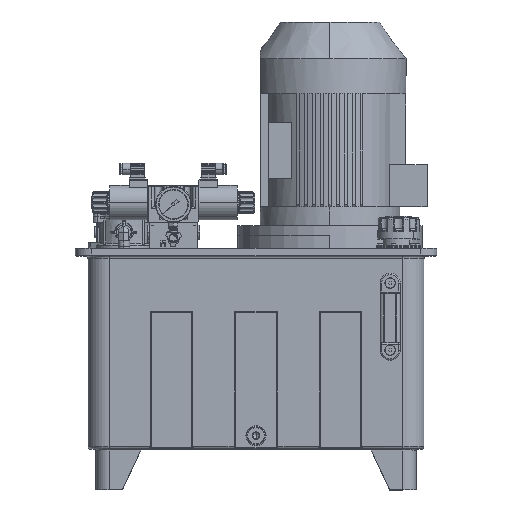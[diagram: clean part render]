
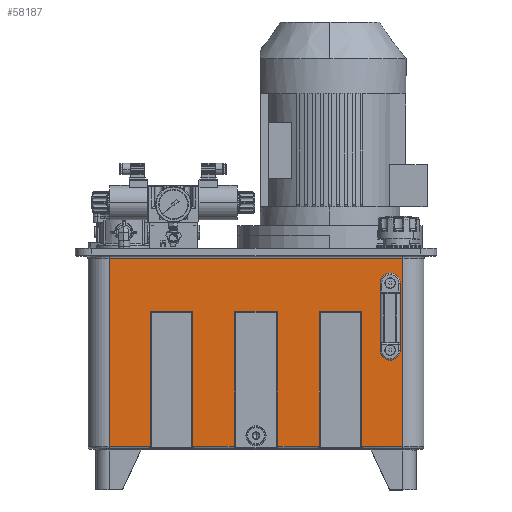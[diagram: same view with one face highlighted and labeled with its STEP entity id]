
A CAD part, top view. The second image highlights one B-rep face of the part: STEP entity #58187.
In plain terms, the highlighted planar face has unit normal (0, 0, 1).
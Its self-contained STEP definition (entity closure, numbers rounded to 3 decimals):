
#7576=DIRECTION('',(1.,0.,0.));
#7577=VECTOR('',#7576,21.89);
#7578=CARTESIAN_POINT('',(-17.047,1.299,7.756));
#7579=LINE('',#7578,#7577);
#7580=DIRECTION('',(1.,0.,0.));
#7581=VECTOR('',#7580,0.058);
#7582=CARTESIAN_POINT('',(-10.827,-12.717,
7.756));
#7583=LINE('',#7582,#7581);
#7584=DIRECTION('',(1.,0.,0.));
#7585=VECTOR('',#7584,0.058);
#7586=CARTESIAN_POINT('',(-14.034,-12.717,
7.756));
#7587=LINE('',#7586,#7585);
#7588=DIRECTION('',(1.,0.,0.));
#7589=VECTOR('',#7588,0.058);
#7590=CARTESIAN_POINT('',(1.772,-12.717,7.756));
#7591=LINE('',#7590,#7589);
#7592=DIRECTION('',(1.,0.,0.));
#7593=VECTOR('',#7592,0.058);
#7594=CARTESIAN_POINT('',(-1.436,-12.717,
7.756));
#7595=LINE('',#7594,#7593);
#7596=DIRECTION('',(1.,0.,0.));
#7597=VECTOR('',#7596,0.058);
#7598=CARTESIAN_POINT('',(-4.528,-12.717,
7.756));
#7599=LINE('',#7598,#7597);
#7600=DIRECTION('',(1.,0.,0.));
#7601=VECTOR('',#7600,0.058);
#7602=CARTESIAN_POINT('',(-7.735,-12.717,
7.756));
#7603=LINE('',#7602,#7601);
#7604=DIRECTION('',(0.,-1.,0.));
#7605=VECTOR('',#7604,5.);
#7606=CARTESIAN_POINT('',(3.15,-0.551,
7.756));
#7607=LINE('',#7606,#7605);
#7608=CARTESIAN_POINT('',(3.898,-5.551,7.756));
#7609=DIRECTION('',(0.,0.,1.));
#7610=DIRECTION('',(-1.,0.,0.));
#7611=AXIS2_PLACEMENT_3D('',#7608,#7609,#7610);
#7613=DIRECTION('',(0.,1.,0.));
#7614=VECTOR('',#7613,5.);
#7615=CARTESIAN_POINT('',(4.646,-5.551,7.756));
#7616=LINE('',#7615,#7614);
#7617=CARTESIAN_POINT('',(3.898,-0.551,
7.756));
#7618=DIRECTION('',(0.,0.,1.));
#7619=DIRECTION('',(1.,0.,0.));
#7620=AXIS2_PLACEMENT_3D('',#7617,#7618,#7619);
#7693=DIRECTION('',(-1.,0.,0.));
#7694=VECTOR('',#7693,3.034);
#7695=CARTESIAN_POINT('',(-7.735,-12.717,
7.756));
#7696=LINE('',#7695,#7694);
#7761=DIRECTION('',(-1.,0.,0.));
#7762=VECTOR('',#7761,3.034);
#7763=CARTESIAN_POINT('',(-1.436,-12.717,
7.756));
#7764=LINE('',#7763,#7762);
#7829=DIRECTION('',(-1.,0.,0.));
#7830=VECTOR('',#7829,3.013);
#7831=CARTESIAN_POINT('',(4.843,-12.717,7.756));
#7832=LINE('',#7831,#7830);
#7837=DIRECTION('',(-1.,0.,0.));
#7838=VECTOR('',#7837,3.013);
#7839=CARTESIAN_POINT('',(-14.034,-12.717,
7.756));
#7840=LINE('',#7839,#7838);
#7937=DIRECTION('',(0.,-1.,0.));
#7938=VECTOR('',#7937,10.039);
#7939=CARTESIAN_POINT('',(-7.677,-2.677,
7.756));
#7940=LINE('',#7939,#7938);
#7967=DIRECTION('',(-1.,0.,0.));
#7968=VECTOR('',#7967,3.15);
#7969=CARTESIAN_POINT('',(-4.528,-2.677,
7.756));
#7970=LINE('',#7969,#7968);
#8026=DIRECTION('',(0.,1.,0.));
#8027=VECTOR('',#8026,10.039);
#8028=CARTESIAN_POINT('',(-4.528,-12.717,
7.756));
#8029=LINE('',#8028,#8027);
#8561=DIRECTION('',(0.,-1.,0.));
#8562=VECTOR('',#8561,10.039);
#8563=CARTESIAN_POINT('',(-1.378,-2.677,
7.756));
#8564=LINE('',#8563,#8562);
#8591=DIRECTION('',(-1.,0.,0.));
#8592=VECTOR('',#8591,3.15);
#8593=CARTESIAN_POINT('',(1.772,-2.677,7.756));
#8594=LINE('',#8593,#8592);
#8650=DIRECTION('',(0.,1.,0.));
#8651=VECTOR('',#8650,10.039);
#8652=CARTESIAN_POINT('',(1.772,-12.717,7.756));
#8653=LINE('',#8652,#8651);
#8720=DIRECTION('',(0.,-1.,0.));
#8721=VECTOR('',#8720,14.016);
#8722=CARTESIAN_POINT('',(4.843,1.299,7.756));
#8723=LINE('',#8722,#8721);
#9794=DIRECTION('',(0.,1.,0.));
#9795=VECTOR('',#9794,14.016);
#9796=CARTESIAN_POINT('',(-17.047,-12.717,
7.756));
#9797=LINE('',#9796,#9795);
#11987=DIRECTION('',(0.,-1.,0.));
#11988=VECTOR('',#11987,10.039);
#11989=CARTESIAN_POINT('',(-13.976,-2.677,
7.756));
#11990=LINE('',#11989,#11988);
#12017=DIRECTION('',(-1.,0.,0.));
#12018=VECTOR('',#12017,3.15);
#12019=CARTESIAN_POINT('',(-10.827,-2.677,
7.756));
#12020=LINE('',#12019,#12018);
#12076=DIRECTION('',(0.,1.,0.));
#12077=VECTOR('',#12076,10.039);
#12078=CARTESIAN_POINT('',(-10.827,-12.717,
7.756));
#12079=LINE('',#12078,#12077);
#43562=CARTESIAN_POINT('',(-10.827,-12.717,
7.756));
#43563=CARTESIAN_POINT('',(-10.769,-12.717,
7.756));
#43564=VERTEX_POINT('',#43562);
#43565=VERTEX_POINT('',#43563);
#43566=CARTESIAN_POINT('',(-7.735,-12.717,
7.756));
#43567=VERTEX_POINT('',#43566);
#43568=CARTESIAN_POINT('',(-7.677,-12.717,
7.756));
#43569=VERTEX_POINT('',#43568);
#43570=CARTESIAN_POINT('',(-7.677,-2.677,
7.756));
#43571=VERTEX_POINT('',#43570);
#43572=CARTESIAN_POINT('',(-4.528,-2.677,
7.756));
#43573=VERTEX_POINT('',#43572);
#43574=CARTESIAN_POINT('',(-4.528,-12.717,
7.756));
#43575=VERTEX_POINT('',#43574);
#43576=CARTESIAN_POINT('',(-4.47,-12.717,
7.756));
#43577=VERTEX_POINT('',#43576);
#43578=CARTESIAN_POINT('',(-1.436,-12.717,
7.756));
#43579=VERTEX_POINT('',#43578);
#43580=CARTESIAN_POINT('',(-1.378,-12.717,
7.756));
#43581=VERTEX_POINT('',#43580);
#43582=CARTESIAN_POINT('',(-1.378,-2.677,
7.756));
#43583=VERTEX_POINT('',#43582);
#43584=CARTESIAN_POINT('',(1.772,-2.677,
7.756));
#43585=VERTEX_POINT('',#43584);
#43586=CARTESIAN_POINT('',(1.772,-12.717,
7.756));
#43587=VERTEX_POINT('',#43586);
#43588=CARTESIAN_POINT('',(1.829,-12.717,
7.756));
#43589=VERTEX_POINT('',#43588);
#43590=CARTESIAN_POINT('',(4.843,-12.717,
7.756));
#43591=VERTEX_POINT('',#43590);
#43592=CARTESIAN_POINT('',(4.843,1.299,7.756));
#43593=VERTEX_POINT('',#43592);
#43594=CARTESIAN_POINT('',(-17.047,1.299,
7.756));
#43595=VERTEX_POINT('',#43594);
#43596=CARTESIAN_POINT('',(-17.047,-12.717,
7.756));
#43597=VERTEX_POINT('',#43596);
#43598=CARTESIAN_POINT('',(-14.034,-12.717,
7.756));
#43599=VERTEX_POINT('',#43598);
#43600=CARTESIAN_POINT('',(-13.976,-12.717,
7.756));
#43601=VERTEX_POINT('',#43600);
#43602=CARTESIAN_POINT('',(-13.976,-2.677,
7.756));
#43603=VERTEX_POINT('',#43602);
#43604=CARTESIAN_POINT('',(-10.827,-2.677,
7.756));
#43605=VERTEX_POINT('',#43604);
#44922=CARTESIAN_POINT('',(3.15,-0.551,
7.756));
#44923=CARTESIAN_POINT('',(3.15,-5.551,
7.756));
#44924=VERTEX_POINT('',#44922);
#44925=VERTEX_POINT('',#44923);
#44926=CARTESIAN_POINT('',(4.646,-0.551,
7.756));
#44927=VERTEX_POINT('',#44926);
#44928=CARTESIAN_POINT('',(4.646,-5.551,
7.756));
#44929=VERTEX_POINT('',#44928);
#58127=CARTESIAN_POINT('',(-17.047,-12.913,
7.756));
#58128=DIRECTION('',(0.,0.,1.));
#58129=DIRECTION('',(1.,0.,0.));
#58130=AXIS2_PLACEMENT_3D('',#58127,#58128,#58129);
#58131=PLANE('',#58130);
#58133=ORIENTED_EDGE('',*,*,#58132,.F.);
#58135=ORIENTED_EDGE('',*,*,#58134,.T.);
#58137=ORIENTED_EDGE('',*,*,#58136,.T.);
#58139=ORIENTED_EDGE('',*,*,#58138,.T.);
#58141=ORIENTED_EDGE('',*,*,#58140,.F.);
#58143=ORIENTED_EDGE('',*,*,#58142,.T.);
#58145=ORIENTED_EDGE('',*,*,#58144,.T.);
#58146=ORIENTED_EDGE('',*,*,#58121,.T.);
#58148=ORIENTED_EDGE('',*,*,#58147,.T.);
#58150=ORIENTED_EDGE('',*,*,#58149,.T.);
#58152=ORIENTED_EDGE('',*,*,#58151,.F.);
#58154=ORIENTED_EDGE('',*,*,#58153,.T.);
#58156=ORIENTED_EDGE('',*,*,#58155,.T.);
#58158=ORIENTED_EDGE('',*,*,#58157,.T.);
#58160=ORIENTED_EDGE('',*,*,#58159,.F.);
#58162=ORIENTED_EDGE('',*,*,#58161,.T.);
#58164=ORIENTED_EDGE('',*,*,#58163,.F.);
#58166=ORIENTED_EDGE('',*,*,#58165,.T.);
#58168=ORIENTED_EDGE('',*,*,#58167,.T.);
#58170=ORIENTED_EDGE('',*,*,#58169,.T.);
#58172=ORIENTED_EDGE('',*,*,#58171,.F.);
#58174=ORIENTED_EDGE('',*,*,#58173,.T.);
#58175=EDGE_LOOP('',(#58133,#58135,#58137,#58139,#58141,#58143,#58145,#58146,
#58148,#58150,#58152,#58154,#58156,#58158,#58160,#58162,#58164,#58166,#58168,
#58170,#58172,#58174));
#58176=FACE_OUTER_BOUND('',#58175,.F.);
#58178=ORIENTED_EDGE('',*,*,#58177,.T.);
#58180=ORIENTED_EDGE('',*,*,#58179,.T.);
#58182=ORIENTED_EDGE('',*,*,#58181,.T.);
#58184=ORIENTED_EDGE('',*,*,#58183,.T.);
#58185=EDGE_LOOP('',(#58178,#58180,#58182,#58184));
#58186=FACE_BOUND('',#58185,.F.);
#58187=ADVANCED_FACE('',(#58176,#58186),#58131,.T.);
#7612=CIRCLE('',#7611,0.748);
#7621=CIRCLE('',#7620,0.748);
#58121=EDGE_CURVE('',#43595,#43593,#7579,.T.);
#58132=EDGE_CURVE('',#43564,#43565,#7583,.T.);
#58134=EDGE_CURVE('',#43564,#43605,#12079,.T.);
#58136=EDGE_CURVE('',#43605,#43603,#12020,.T.);
#58138=EDGE_CURVE('',#43603,#43601,#11990,.T.);
#58140=EDGE_CURVE('',#43599,#43601,#7587,.T.);
#58142=EDGE_CURVE('',#43599,#43597,#7840,.T.);
#58144=EDGE_CURVE('',#43597,#43595,#9797,.T.);
#58147=EDGE_CURVE('',#43593,#43591,#8723,.T.);
#58149=EDGE_CURVE('',#43591,#43589,#7832,.T.);
#58151=EDGE_CURVE('',#43587,#43589,#7591,.T.);
#58153=EDGE_CURVE('',#43587,#43585,#8653,.T.);
#58155=EDGE_CURVE('',#43585,#43583,#8594,.T.);
#58157=EDGE_CURVE('',#43583,#43581,#8564,.T.);
#58159=EDGE_CURVE('',#43579,#43581,#7595,.T.);
#58161=EDGE_CURVE('',#43579,#43577,#7764,.T.);
#58163=EDGE_CURVE('',#43575,#43577,#7599,.T.);
#58165=EDGE_CURVE('',#43575,#43573,#8029,.T.);
#58167=EDGE_CURVE('',#43573,#43571,#7970,.T.);
#58169=EDGE_CURVE('',#43571,#43569,#7940,.T.);
#58171=EDGE_CURVE('',#43567,#43569,#7603,.T.);
#58173=EDGE_CURVE('',#43567,#43565,#7696,.T.);
#58177=EDGE_CURVE('',#44924,#44925,#7607,.T.);
#58179=EDGE_CURVE('',#44925,#44929,#7612,.T.);
#58181=EDGE_CURVE('',#44929,#44927,#7616,.T.);
#58183=EDGE_CURVE('',#44927,#44924,#7621,.T.);
